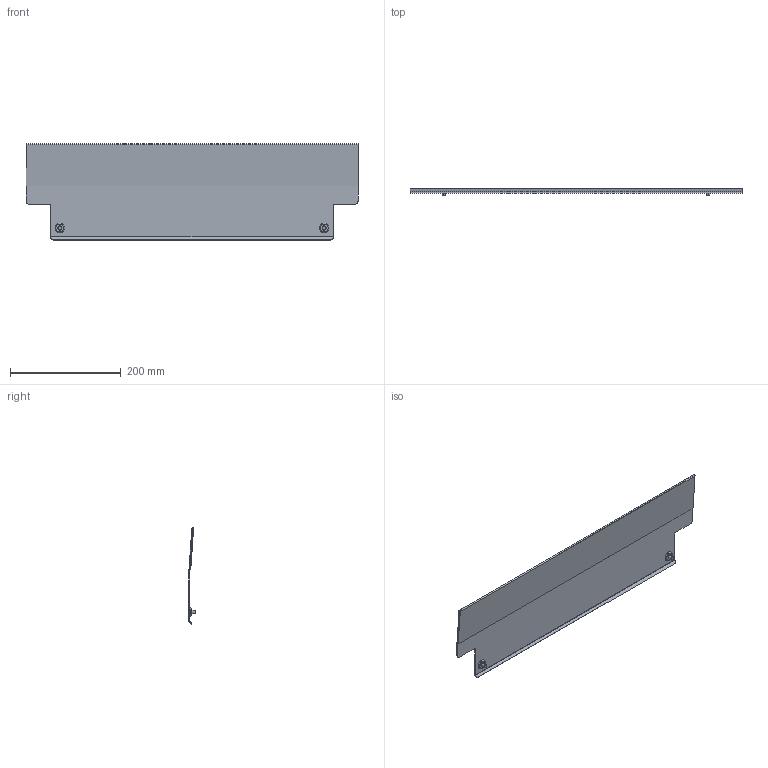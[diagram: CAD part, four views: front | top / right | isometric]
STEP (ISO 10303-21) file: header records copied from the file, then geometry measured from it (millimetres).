
FILE_DESCRIPTION (( 'STEP AP214' ), '1' );
FILE_NAME ('0395-6000-00-07.step', '2022-04-12T09:22:08', ( '' ), ( '' ), 'SwSTEP 2.0', 'SolidWorks 2019', '' );
FILE_SCHEMA (( 'AUTOMOTIVE_DESIGN' ));
Length unit declared in the file: millimetre
Products named in the file (1): 0395-6000-00-07
Bounding box: 599 x 13 x 173.66 mm (x, y, z)
Volume: 217424.1 mm3; surface area: 291808.1 mm2
Topology: 3 solids, 3 shells, 66 faces, 152 edges, 100 vertices
Faces by surface type: plane 28, cylinder 22, cone 12, bspline 4
Entity records: 2217 total; most frequent: CARTESIAN_POINT 451, DIRECTION 334, ORIENTED_EDGE 304, EDGE_CURVE 152, AXIS2_PLACEMENT_3D 127, VERTEX_POINT 100, VECTOR 80, LINE 80
